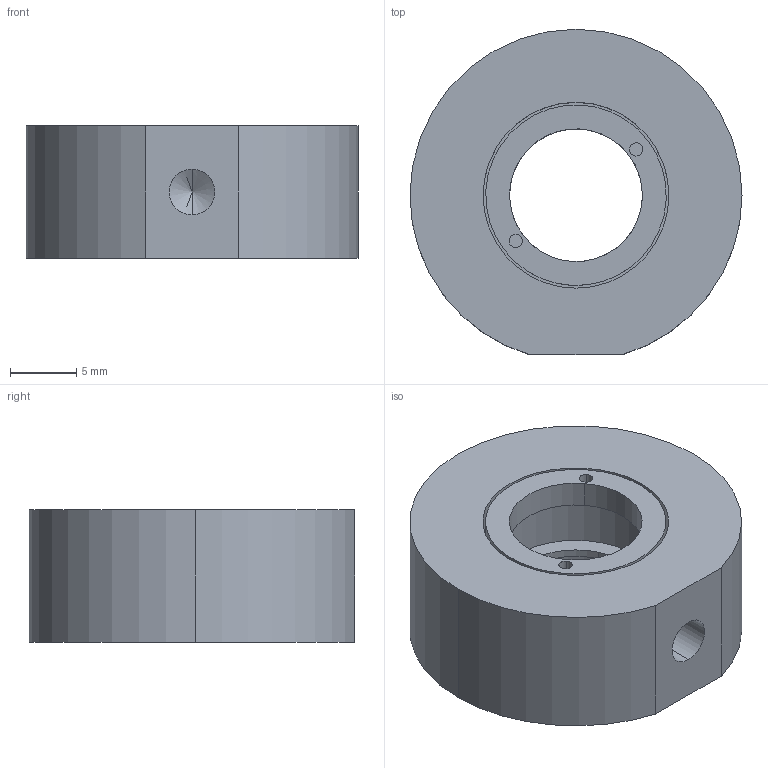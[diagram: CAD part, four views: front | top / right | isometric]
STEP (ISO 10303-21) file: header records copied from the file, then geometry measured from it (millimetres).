
FILE_DESCRIPTION (( 'STEP AP203' ), '1' );
FILE_NAME ('04MTC-0.5.STEP', '2016-03-07T02:20:58', ( '' ), ( '' ), 'SwSTEP 2.0', 'SolidWorks 2016', '' );
FILE_SCHEMA (( 'CONFIG_CONTROL_DESIGN' ));
Length unit declared in the file: millimetre
Products named in the file (1): 04MTC-0.5
Bounding box: 25 x 24.5 x 10 mm (x, y, z)
Volume: 3537.5 mm3; surface area: 2498.5 mm2
Topology: 3 solids, 3 shells, 31 faces, 70 edges, 45 vertices
Faces by surface type: cylinder 21, plane 8, cone 2
Entity records: 969 total; most frequent: DIRECTION 174, CARTESIAN_POINT 145, ORIENTED_EDGE 136, AXIS2_PLACEMENT_3D 74, EDGE_CURVE 68, VERTEX_POINT 45, EDGE_LOOP 43, CIRCLE 42
